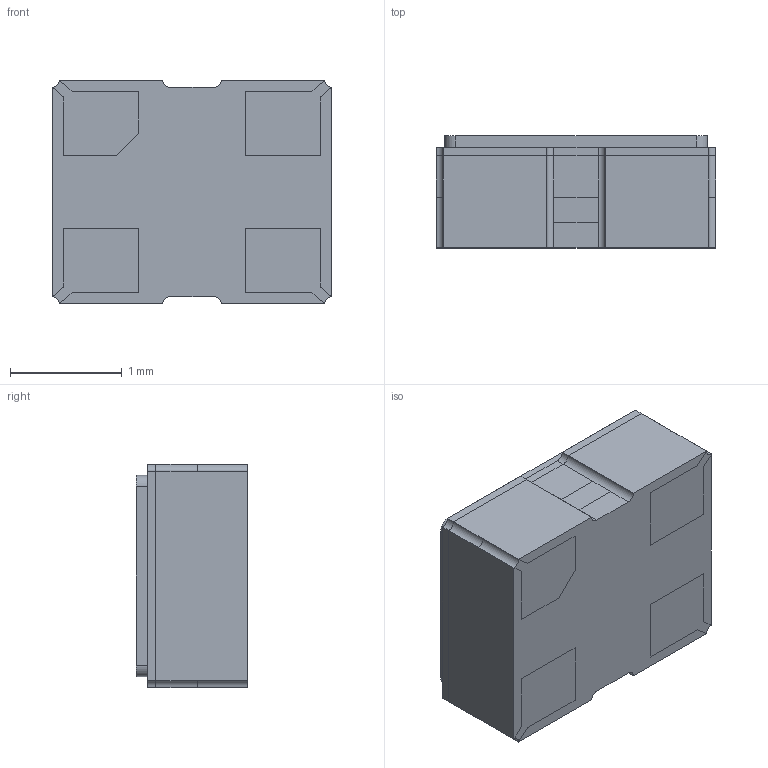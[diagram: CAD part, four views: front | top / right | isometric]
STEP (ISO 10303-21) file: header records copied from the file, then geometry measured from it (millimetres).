
FILE_DESCRIPTION (( 'STEP AP214' ), '1' );
FILE_NAME ('ECS-2520S18-050-EN-TR.STEP', '2021-05-28T18:51:36', ( '' ), ( '' ), 'SwSTEP 2.0', 'SolidWorks 2017', '' );
FILE_SCHEMA (( 'AUTOMOTIVE_DESIGN' ));
Length unit declared in the file: millimetre
Products named in the file (1): ECS-2520S18-050-EN-TR
Bounding box: 2.5 x 1 x 2 mm (x, y, z)
Volume: 4.9 mm3; surface area: 54.4 mm2
Topology: 8 solids, 8 shells, 127 faces, 320 edges, 208 vertices
Faces by surface type: plane 101, cylinder 26
Entity records: 3859 total; most frequent: CARTESIAN_POINT 656, ORIENTED_EDGE 640, DIRECTION 628, EDGE_CURVE 320, VECTOR 268, LINE 268, VERTEX_POINT 208, AXIS2_PLACEMENT_3D 180
